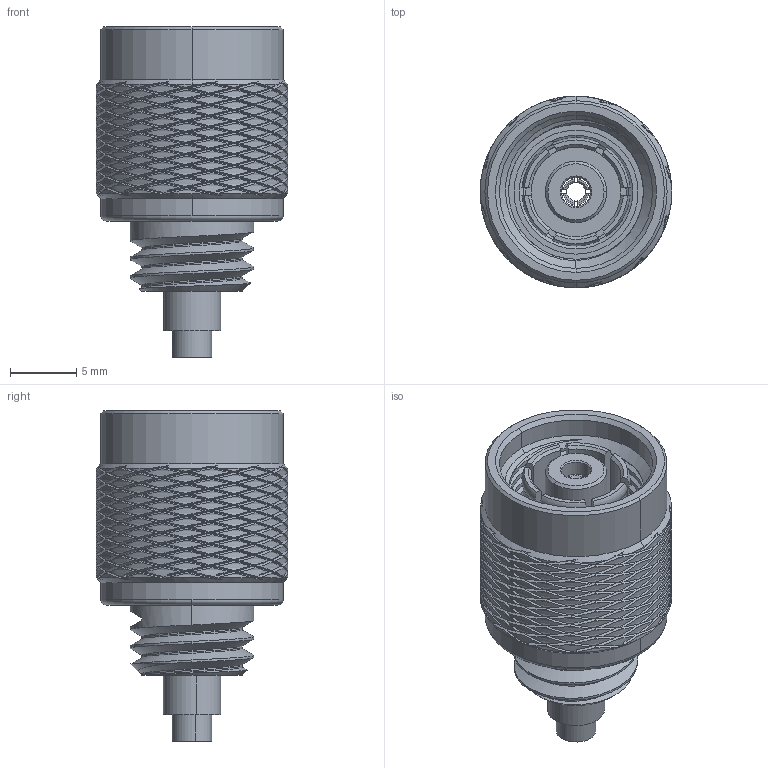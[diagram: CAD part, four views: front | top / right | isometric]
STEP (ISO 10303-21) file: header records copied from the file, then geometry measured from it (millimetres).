
FILE_DESCRIPTION (( 'STEP AP214' ), '1' );
FILE_NAME ('14-235-1-J3-HA.STEP', '2024-02-15T10:15:32', ( '' ), ( '' ), 'SwSTEP 2.0', 'SolidWorks 2023', '' );
FILE_SCHEMA (( 'AUTOMOTIVE_DESIGN' ));
Products named in the file (1): 14-235-1-J3-HA
Bounding box: 14.5 x 14.5 x 25 mm (x, y, z)
Surface area: 2235.2 mm2 (no closed solid volume)
Topology: 0 solids, 7 shells, 930 faces, 2804 edges, 1867 vertices
Faces by surface type: bspline 523, cylinder 320, plane 50, cone 29, torus 8
Entity records: 64167 total; most frequent: CARTESIAN_POINT 47713, ORIENTED_EDGE 5483, EDGE_CURVE 2804, VERTEX_POINT 1867, DIRECTION 1319, EDGE_LOOP 937, ADVANCED_FACE 930, FACE_OUTER_BOUND 930
